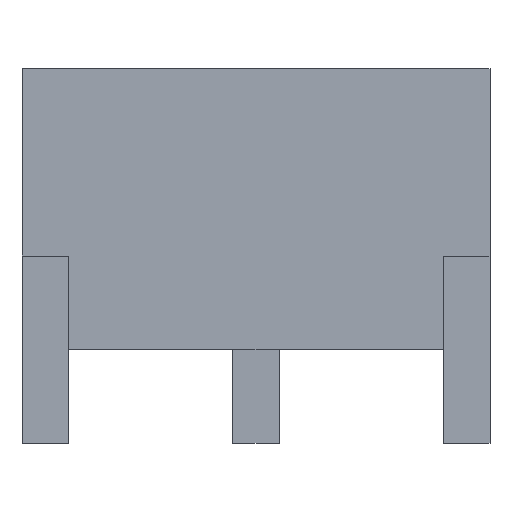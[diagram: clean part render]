
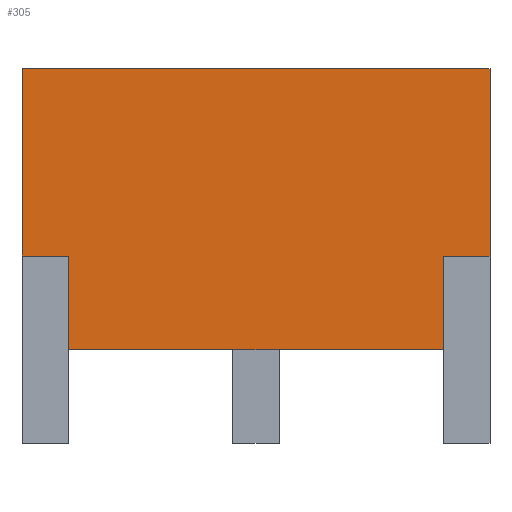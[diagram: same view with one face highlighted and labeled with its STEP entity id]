
A CAD part, left-side view. The second image highlights one B-rep face of the part: STEP entity #305.
In plain terms, the highlighted planar face has unit normal (-1, 0, 0).
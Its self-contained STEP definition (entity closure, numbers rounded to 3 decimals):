
#13=DIRECTION('',(0.,0.,1.));
#60=VECTOR('',#13,1.);
#72=VECTOR('',#73,1.);
#73=DIRECTION('',(0.,0.,-1.));
#150=CARTESIAN_POINT('',(-0.45,0.25,0.1));
#152=DIRECTION('',(1.,0.,0.));
#163=VERTEX_POINT('',#164);
#164=CARTESIAN_POINT('',(-0.45,0.2,0.1));
#170=EDGE_CURVE('',#163,#171,#173,.T.);
#171=VERTEX_POINT('',#172);
#172=CARTESIAN_POINT('',(-0.45,-0.2,0.1));
#173=LINE('',#150,#174);
#174=VECTOR('',#175,1.);
#175=DIRECTION('',(0.,-1.,0.));
#195=CARTESIAN_POINT('',(-0.45,-0.25,0.1));
#239=EDGE_CURVE('',#240,#242,#244,.T.);
#240=VERTEX_POINT('',#241);
#241=CARTESIAN_POINT('',(-0.45,0.25,0.2));
#242=VERTEX_POINT('',#243);
#243=CARTESIAN_POINT('',(-0.45,0.25,0.4));
#244=LINE('',#150,#60);
#294=VERTEX_POINT('',#295);
#295=CARTESIAN_POINT('',(-0.45,0.2,0.2));
#298=EDGE_CURVE('',#163,#294,#299,.T.);
#299=LINE('',#300,#60);
#300=CARTESIAN_POINT('',(-0.45,0.2,0.05));
#305=ADVANCED_FACE('',(#306),#335,.F.);
#306=FACE_BOUND('',#307,.F.);
#307=EDGE_LOOP('',(#308,#309,#310,#314,#315,#320,#325,#331));
#308=ORIENTED_EDGE('',*,*,#170,.F.);
#309=ORIENTED_EDGE('',*,*,#298,.T.);
#310=ORIENTED_EDGE('',*,*,#311,.F.);
#311=EDGE_CURVE('',#240,#294,#312,.T.);
#312=LINE('',#313,#174);
#313=CARTESIAN_POINT('',(-0.45,0.238,0.2));
#314=ORIENTED_EDGE('',*,*,#239,.T.);
#315=ORIENTED_EDGE('',*,*,#316,.T.);
#316=EDGE_CURVE('',#242,#317,#319,.T.);
#317=VERTEX_POINT('',#318);
#318=CARTESIAN_POINT('',(-0.45,-0.25,0.4));
#319=LINE('',#243,#174);
#320=ORIENTED_EDGE('',*,*,#321,.F.);
#321=EDGE_CURVE('',#322,#317,#324,.T.);
#322=VERTEX_POINT('',#323);
#323=CARTESIAN_POINT('',(-0.45,-0.25,0.2));
#324=LINE('',#195,#60);
#325=ORIENTED_EDGE('',*,*,#326,.F.);
#326=EDGE_CURVE('',#327,#322,#329,.T.);
#327=VERTEX_POINT('',#328);
#328=CARTESIAN_POINT('',(-0.45,-0.2,0.2));
#329=LINE('',#330,#174);
#330=CARTESIAN_POINT('',(-0.45,0.013,0.2));
#331=ORIENTED_EDGE('',*,*,#332,.T.);
#332=EDGE_CURVE('',#327,#171,#333,.T.);
#333=LINE('',#334,#72);
#334=CARTESIAN_POINT('',(-0.45,-0.2,0.05));
#335=PLANE('',#336);
#336=AXIS2_PLACEMENT_3D('',#150,#152,#13);
